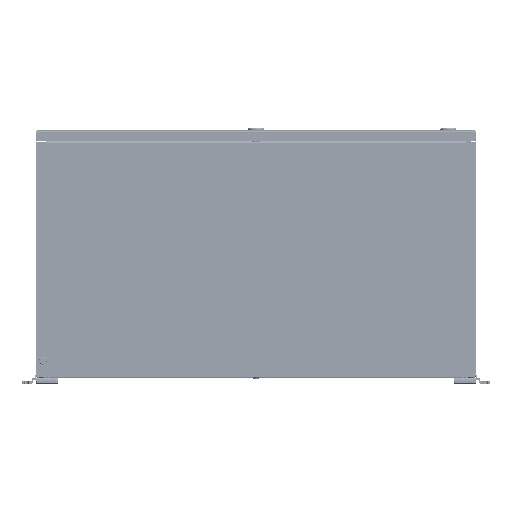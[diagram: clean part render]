
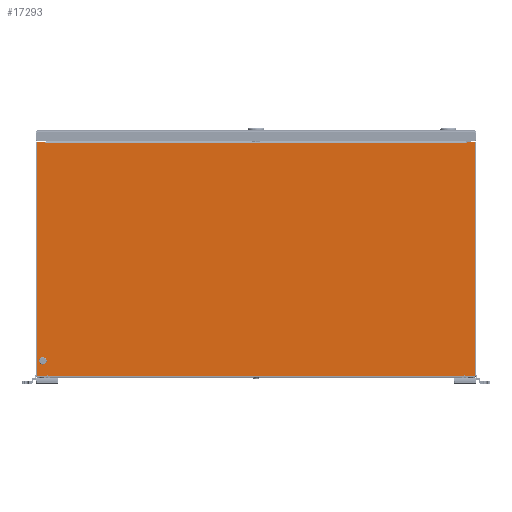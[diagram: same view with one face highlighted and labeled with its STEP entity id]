
A CAD part, top view. The second image highlights one B-rep face of the part: STEP entity #17293.
In plain terms, the highlighted planar face has unit normal (0, 0, 1).
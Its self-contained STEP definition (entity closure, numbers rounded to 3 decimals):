
#1551 = EDGE_CURVE ( 'NONE', #51893, #64157, #15234, .T. ) ;
#2316 = AXIS2_PLACEMENT_3D ( 'NONE', #62836, #37221, #30053 ) ;
#3503 = EDGE_CURVE ( 'NONE', #25541, #28224, #27552, .T. ) ;
#5709 = VECTOR ( 'NONE', #35231, 1000. ) ;
#6605 = ORIENTED_EDGE ( 'NONE', *, *, #45845, .F. ) ;
#6662 = EDGE_CURVE ( 'NONE', #39231, #65610, #24024, .T. ) ;
#6743 = ORIENTED_EDGE ( 'NONE', *, *, #42624, .F. ) ;
#7073 = VECTOR ( 'NONE', #34901, 1000. ) ;
#7643 = CARTESIAN_POINT ( 'NONE',  ( -386.051, 427.25, 600. ) ) ;
#8117 = VECTOR ( 'NONE', #35471, 1000. ) ;
#8140 = ORIENTED_EDGE ( 'NONE', *, *, #6662, .F. ) ;
#8286 = ORIENTED_EDGE ( 'NONE', *, *, #58693, .T. ) ;
#8353 = CARTESIAN_POINT ( 'NONE',  ( -388., 29., 600. ) ) ;
#10142 = VERTEX_POINT ( 'NONE', #31576 ) ;
#10169 = CARTESIAN_POINT ( 'NONE',  ( -399.25, 0., 600. ) ) ;
#10625 = CARTESIAN_POINT ( 'NONE',  ( 382.5, 425.2, 600. ) ) ;
#10648 = VECTOR ( 'NONE', #60207, 1000. ) ;
#11316 = CARTESIAN_POINT ( 'NONE',  ( -382.5, 425.5, 600. ) ) ;
#11343 = VECTOR ( 'NONE', #16253, 1000. ) ;
#11364 = ORIENTED_EDGE ( 'NONE', *, *, #65298, .F. ) ;
#11668 = CARTESIAN_POINT ( 'NONE',  ( 399.25, 0., 600. ) ) ;
#14150 = CARTESIAN_POINT ( 'NONE',  ( 55., 0.75, 600. ) ) ;
#14381 = CARTESIAN_POINT ( 'NONE',  ( -55., 0., 600. ) ) ;
#15234 = LINE ( 'NONE', #70576, #30584 ) ;
#16245 = VECTOR ( 'NONE', #46585, 1000. ) ;
#16253 = DIRECTION ( 'NONE',  ( 1., 0., 0. ) ) ;
#16632 = VERTEX_POINT ( 'NONE', #20518 ) ;
#17293 = ADVANCED_FACE ( 'NONE', ( #52421, #24747 ), #42561, .F. ) ;
#17331 = CARTESIAN_POINT ( 'NONE',  ( -393.5, 29., 600. ) ) ;
#18915 = CARTESIAN_POINT ( 'NONE',  ( 0., 0., 600. ) ) ;
#19587 = CARTESIAN_POINT ( 'NONE',  ( -55., 1.5, 600. ) ) ;
#19618 = DIRECTION ( 'NONE',  ( -1., 0., 0. ) ) ;
#19660 = CARTESIAN_POINT ( 'NONE',  ( -55., 0.75, 600. ) ) ;
#19970 = DIRECTION ( 'NONE',  ( 1., 0., 0. ) ) ;
#20153 = CARTESIAN_POINT ( 'NONE',  ( 399.25, 427.25, 600. ) ) ;
#20518 = CARTESIAN_POINT ( 'NONE',  ( -382.5, 425.5, 600. ) ) ;
#20689 = DIRECTION ( 'NONE',  ( 0.866, 0.5, 0. ) ) ;
#20694 = DIRECTION ( 'NONE',  ( 0., 0., 1. ) ) ;
#21636 = ORIENTED_EDGE ( 'NONE', *, *, #64979, .F. ) ;
#24024 = LINE ( 'NONE', #11668, #60834 ) ;
#24683 = CARTESIAN_POINT ( 'NONE',  ( 55., 0.75, 600. ) ) ;
#24741 = CIRCLE ( 'NONE', #46841, 5.5 ) ;
#24747 = FACE_OUTER_BOUND ( 'NONE', #36129, .T. ) ;
#25151 = DIRECTION ( 'NONE',  ( -1., 0., 0. ) ) ;
#25156 = VERTEX_POINT ( 'NONE', #60634 ) ;
#25541 = VERTEX_POINT ( 'NONE', #7643 ) ;
#25895 = ORIENTED_EDGE ( 'NONE', *, *, #1551, .F. ) ;
#27552 = LINE ( 'NONE', #46839, #29340 ) ;
#28224 = VERTEX_POINT ( 'NONE', #47897 ) ;
#28502 = ORIENTED_EDGE ( 'NONE', *, *, #54679, .F. ) ;
#29340 = VECTOR ( 'NONE', #63220, 1000. ) ;
#30053 = DIRECTION ( 'NONE',  ( 1., 0., 0. ) ) ;
#30584 = VECTOR ( 'NONE', #20689, 1000. ) ;
#31576 = CARTESIAN_POINT ( 'NONE',  ( 55., 1.5, 600. ) ) ;
#32263 = EDGE_LOOP ( 'NONE', ( #70435, #21636 ) ) ;
#33032 = EDGE_CURVE ( 'NONE', #70143, #62052, #36793, .T. ) ;
#33242 = DIRECTION ( 'NONE',  ( -1., 0., 0. ) ) ;
#33513 = DIRECTION ( 'NONE',  ( 0., 1., 0. ) ) ;
#34226 = DIRECTION ( 'NONE',  ( 0., -1., 0. ) ) ;
#34696 = VERTEX_POINT ( 'NONE', #60621 ) ;
#34901 = DIRECTION ( 'NONE',  ( -1., 0., 0. ) ) ;
#35231 = DIRECTION ( 'NONE',  ( 1., 0., 0. ) ) ;
#35471 = DIRECTION ( 'NONE',  ( 0., -1., 0. ) ) ;
#36129 = EDGE_LOOP ( 'NONE', ( #46161, #56263, #48291, #68539, #28502, #8140, #6605, #25895, #53523, #8286, #11364, #41186, #49361, #6743 ) ) ;
#36605 = LINE ( 'NONE', #14381, #60298 ) ;
#36793 = LINE ( 'NONE', #19660, #40536 ) ;
#37221 = DIRECTION ( 'NONE',  ( 0., 0., 1. ) ) ;
#37336 = VERTEX_POINT ( 'NONE', #67324 ) ;
#38125 = CARTESIAN_POINT ( 'NONE',  ( -55., 0.75, 600. ) ) ;
#38714 = CARTESIAN_POINT ( 'NONE',  ( 382.5, 425.5, 600. ) ) ;
#39200 = CARTESIAN_POINT ( 'NONE',  ( 382.5, 427.25, 600. ) ) ;
#39231 = VERTEX_POINT ( 'NONE', #20153 ) ;
#39860 = VECTOR ( 'NONE', #33513, 1000. ) ;
#39953 = LINE ( 'NONE', #62173, #5709 ) ;
#40536 = VECTOR ( 'NONE', #25151, 1000. ) ;
#40765 = EDGE_CURVE ( 'NONE', #25156, #10142, #45853, .T. ) ;
#41186 = ORIENTED_EDGE ( 'NONE', *, *, #3503, .F. ) ;
#42215 = DIRECTION ( 'NONE',  ( 0., 1., 0. ) ) ;
#42561 = PLANE ( 'NONE',  #45918 ) ;
#42624 = EDGE_CURVE ( 'NONE', #62052, #37336, #54214, .T. ) ;
#43811 = CARTESIAN_POINT ( 'NONE',  ( 382.5, 425.5, 600. ) ) ;
#43936 = LINE ( 'NONE', #39200, #11343 ) ;
#44169 = CARTESIAN_POINT ( 'NONE',  ( 382.5, 425.5, 600. ) ) ;
#45845 = EDGE_CURVE ( 'NONE', #64157, #39231, #43936, .T. ) ;
#45853 = LINE ( 'NONE', #19587, #16245 ) ;
#45918 = AXIS2_PLACEMENT_3D ( 'NONE', #18915, #63351, #19618 ) ;
#46161 = ORIENTED_EDGE ( 'NONE', *, *, #33032, .F. ) ;
#46165 = VERTEX_POINT ( 'NONE', #17331 ) ;
#46585 = DIRECTION ( 'NONE',  ( 1., 0., 0. ) ) ;
#46839 = CARTESIAN_POINT ( 'NONE',  ( -382.5, 425.2, 600. ) ) ;
#46841 = AXIS2_PLACEMENT_3D ( 'NONE', #8353, #20694, #19970 ) ;
#47897 = CARTESIAN_POINT ( 'NONE',  ( -382.5, 425.2, 600. ) ) ;
#48291 = ORIENTED_EDGE ( 'NONE', *, *, #40765, .T. ) ;
#49361 = ORIENTED_EDGE ( 'NONE', *, *, #49942, .F. ) ;
#49479 = EDGE_CURVE ( 'NONE', #70143, #25156, #36605, .T. ) ;
#49942 = EDGE_CURVE ( 'NONE', #37336, #25541, #39953, .T. ) ;
#51289 = LINE ( 'NONE', #24683, #7073 ) ;
#51413 = EDGE_CURVE ( 'NONE', #34696, #46165, #68514, .T. ) ;
#51893 = VERTEX_POINT ( 'NONE', #10625 ) ;
#52099 = EDGE_CURVE ( 'NONE', #10142, #57173, #63136, .T. ) ;
#52421 = FACE_BOUND ( 'NONE', #32263, .T. ) ;
#52843 = CARTESIAN_POINT ( 'NONE',  ( 386.051, 427.25, 600. ) ) ;
#53523 = ORIENTED_EDGE ( 'NONE', *, *, #61955, .F. ) ;
#54214 = LINE ( 'NONE', #10169, #58165 ) ;
#54679 = EDGE_CURVE ( 'NONE', #65610, #57173, #51289, .T. ) ;
#54725 = LINE ( 'NONE', #43811, #10648 ) ;
#55269 = CARTESIAN_POINT ( 'NONE',  ( -399.25, 0.75, 600. ) ) ;
#55813 = LINE ( 'NONE', #38714, #57014 ) ;
#56224 = CARTESIAN_POINT ( 'NONE',  ( 55., 1.5, 600. ) ) ;
#56263 = ORIENTED_EDGE ( 'NONE', *, *, #49479, .T. ) ;
#57014 = VECTOR ( 'NONE', #33242, 1000. ) ;
#57173 = VERTEX_POINT ( 'NONE', #14150 ) ;
#58165 = VECTOR ( 'NONE', #42215, 1000. ) ;
#58668 = VERTEX_POINT ( 'NONE', #44169 ) ;
#58693 = EDGE_CURVE ( 'NONE', #58668, #16632, #55813, .T. ) ;
#58746 = CARTESIAN_POINT ( 'NONE',  ( 399.25, 0.75, 600. ) ) ;
#59177 = DIRECTION ( 'NONE',  ( 0., 1., 0. ) ) ;
#60207 = DIRECTION ( 'NONE',  ( 0., -1., 0. ) ) ;
#60298 = VECTOR ( 'NONE', #59177, 1000. ) ;
#60621 = CARTESIAN_POINT ( 'NONE',  ( -382.5, 29., 600. ) ) ;
#60634 = CARTESIAN_POINT ( 'NONE',  ( -55., 1.5, 600. ) ) ;
#60834 = VECTOR ( 'NONE', #34226, 1000. ) ;
#61955 = EDGE_CURVE ( 'NONE', #58668, #51893, #54725, .T. ) ;
#62052 = VERTEX_POINT ( 'NONE', #55269 ) ;
#62173 = CARTESIAN_POINT ( 'NONE',  ( -400., 427.25, 600. ) ) ;
#62836 = CARTESIAN_POINT ( 'NONE',  ( -388., 29., 600. ) ) ;
#63136 = LINE ( 'NONE', #56224, #8117 ) ;
#63220 = DIRECTION ( 'NONE',  ( 0.866, -0.5, 0. ) ) ;
#63351 = DIRECTION ( 'NONE',  ( 0., 0., -1. ) ) ;
#64157 = VERTEX_POINT ( 'NONE', #52843 ) ;
#64979 = EDGE_CURVE ( 'NONE', #46165, #34696, #24741, .T. ) ;
#65298 = EDGE_CURVE ( 'NONE', #28224, #16632, #65936, .T. ) ;
#65610 = VERTEX_POINT ( 'NONE', #58746 ) ;
#65936 = LINE ( 'NONE', #11316, #39860 ) ;
#67324 = CARTESIAN_POINT ( 'NONE',  ( -399.25, 427.25, 600. ) ) ;
#68514 = CIRCLE ( 'NONE', #2316, 5.5 ) ;
#68539 = ORIENTED_EDGE ( 'NONE', *, *, #52099, .T. ) ;
#70143 = VERTEX_POINT ( 'NONE', #38125 ) ;
#70435 = ORIENTED_EDGE ( 'NONE', *, *, #51413, .F. ) ;
#70576 = CARTESIAN_POINT ( 'NONE',  ( 382.5, 425.2, 600. ) ) ;
